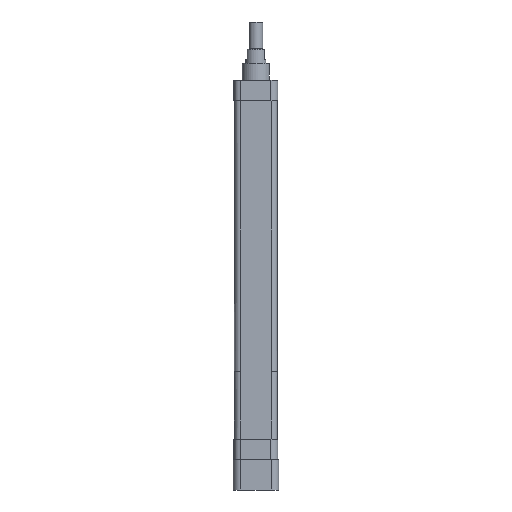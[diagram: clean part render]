
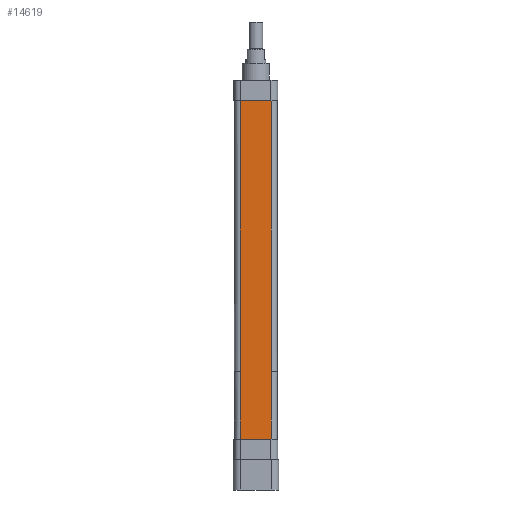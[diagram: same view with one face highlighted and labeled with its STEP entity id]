
A CAD part, front view. The second image highlights one B-rep face of the part: STEP entity #14619.
In plain terms, the highlighted face is planar.
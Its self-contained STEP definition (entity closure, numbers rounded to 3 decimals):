
#14573 = VERTEX_POINT ( 'NONE', #20162 ) ;
#14575 = EDGE_CURVE ( 'NONE', #14573, #14578, #20197, .T. ) ;
#14576 = VERTEX_POINT ( 'NONE', #20203 ) ;
#14577 = VERTEX_POINT ( 'NONE', #20198 ) ;
#14578 = VERTEX_POINT ( 'NONE', #20193 ) ;
#14609 = EDGE_CURVE ( 'NONE', #14576, #14577, #20268, .T. ) ;
#14619 = ADVANCED_FACE ( 'NONE', ( #20303 ), #20304, .T. ) ;
#14620 = ORIENTED_EDGE ( 'NONE', *, *, #14686, .T. ) ;
#14621 = EDGE_CURVE ( 'NONE', #14632, #14578, #20300, .T. ) ;
#14622 = ORIENTED_EDGE ( 'NONE', *, *, #14609, .T. ) ;
#14623 = ORIENTED_EDGE ( 'NONE', *, *, #14671, .F. ) ;
#14629 = ORIENTED_EDGE ( 'NONE', *, *, #14647, .F. ) ;
#14632 = VERTEX_POINT ( 'NONE', #20288 ) ;
#14634 = EDGE_LOOP ( 'NONE', ( #14629, #14620, #14622, #14623, #14675, #14673 ) ) ;
#14647 = EDGE_CURVE ( 'NONE', #14650, #14632, #20324, .T. ) ;
#14650 = VERTEX_POINT ( 'NONE', #20338 ) ;
#14671 = EDGE_CURVE ( 'NONE', #14573, #14577, #20403, .T. ) ;
#14673 = ORIENTED_EDGE ( 'NONE', *, *, #14621, .F. ) ;
#14675 = ORIENTED_EDGE ( 'NONE', *, *, #14575, .T. ) ;
#14686 = EDGE_CURVE ( 'NONE', #14650, #14576, #20386, .T. ) ;
#20162 = CARTESIAN_POINT ( 'NONE',  ( 22.75, 31.5, 400. ) ) ;
#20193 = CARTESIAN_POINT ( 'NONE',  ( 22.75, 31.5, 0. ) ) ;
#20194 = DIRECTION ( 'NONE',  ( 0., 0., -1. ) ) ;
#20195 = VECTOR ( 'NONE', #20194, 1000. ) ;
#20196 = CARTESIAN_POINT ( 'NONE',  ( 22.75, 31.5, -130. ) ) ;
#20197 = LINE ( 'NONE', #20196, #20195 ) ;
#20198 = CARTESIAN_POINT ( 'NONE',  ( -22.75, 31.5, 400. ) ) ;
#20203 = CARTESIAN_POINT ( 'NONE',  ( -22.75, 31.5, 0. ) ) ;
#20246 = AXIS2_PLACEMENT_3D ( 'NONE', #20309, #20299, #20298 ) ;
#20265 = DIRECTION ( 'NONE',  ( 0., 0., 1. ) ) ;
#20266 = VECTOR ( 'NONE', #20265, 1000. ) ;
#20267 = CARTESIAN_POINT ( 'NONE',  ( -22.75, 31.5, -130. ) ) ;
#20268 = LINE ( 'NONE', #20267, #20266 ) ;
#20288 = CARTESIAN_POINT ( 'NONE',  ( 22.75, 31.5, -100. ) ) ;
#20293 = DIRECTION ( 'NONE',  ( 0., 0., 1. ) ) ;
#20294 = VECTOR ( 'NONE', #20293, 1000. ) ;
#20295 = CARTESIAN_POINT ( 'NONE',  ( 22.75, 31.5, -130. ) ) ;
#20298 = DIRECTION ( 'NONE',  ( 0., 0., 1. ) ) ;
#20299 = DIRECTION ( 'NONE',  ( 0., 1., 0. ) ) ;
#20300 = LINE ( 'NONE', #20295, #20294 ) ;
#20303 = FACE_OUTER_BOUND ( 'NONE', #14634, .T. ) ;
#20304 = PLANE ( 'NONE',  #20246 ) ;
#20309 = CARTESIAN_POINT ( 'NONE',  ( -22.75, 31.5, -130. ) ) ;
#20321 = DIRECTION ( 'NONE',  ( 1., 0., 0. ) ) ;
#20322 = VECTOR ( 'NONE', #20321, 1000. ) ;
#20323 = CARTESIAN_POINT ( 'NONE',  ( 0., 31.5, -100. ) ) ;
#20324 = LINE ( 'NONE', #20323, #20322 ) ;
#20338 = CARTESIAN_POINT ( 'NONE',  ( -22.75, 31.5, -100. ) ) ;
#20386 = LINE ( 'NONE', #20431, #20430 ) ;
#20400 = DIRECTION ( 'NONE',  ( -1., 0., 0. ) ) ;
#20401 = VECTOR ( 'NONE', #20400, 1000. ) ;
#20402 = CARTESIAN_POINT ( 'NONE',  ( 29.9, 31.5, 400. ) ) ;
#20403 = LINE ( 'NONE', #20402, #20401 ) ;
#20429 = DIRECTION ( 'NONE',  ( 0., 0., 1. ) ) ;
#20430 = VECTOR ( 'NONE', #20429, 1000. ) ;
#20431 = CARTESIAN_POINT ( 'NONE',  ( -22.75, 31.5, -130. ) ) ;
